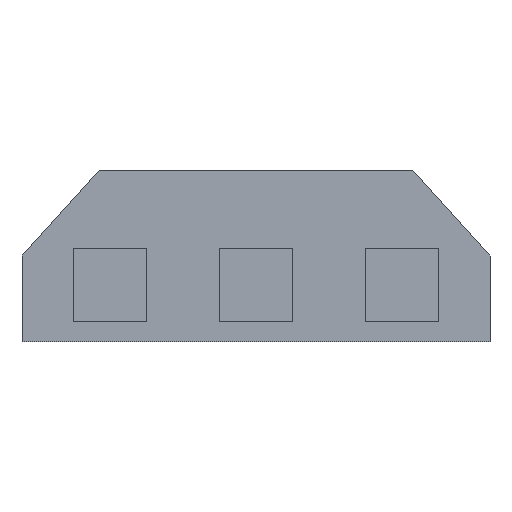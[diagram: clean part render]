
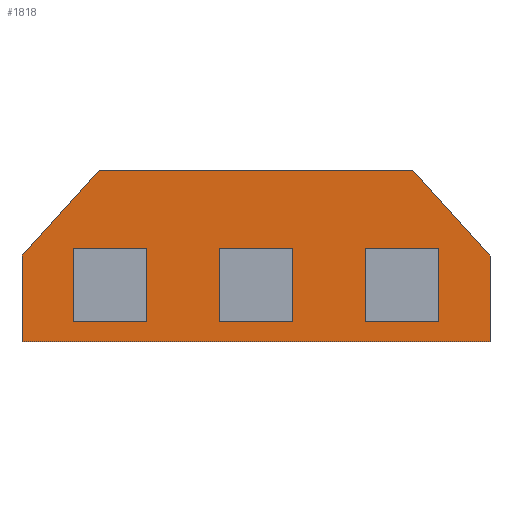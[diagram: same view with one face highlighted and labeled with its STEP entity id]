
A CAD part, front view. The second image highlights one B-rep face of the part: STEP entity #1818.
In plain terms, the highlighted planar face has unit normal (0, -1, 0).
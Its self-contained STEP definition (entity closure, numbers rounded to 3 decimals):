
#225=FACE_OUTER_BOUND('',#330,.T.);
#330=EDGE_LOOP('',(#1632,#1633,#1634,#1635,#1636,#1637));
#510=LINE('',#3256,#703);
#515=LINE('',#3268,#708);
#519=LINE('',#3275,#712);
#520=LINE('',#3279,#713);
#521=LINE('',#3280,#714);
#522=LINE('',#3281,#715);
#703=VECTOR('',#2199,10.);
#708=VECTOR('',#2210,10.);
#712=VECTOR('',#2216,10.);
#713=VECTOR('',#2219,10.);
#714=VECTOR('',#2220,10.);
#715=VECTOR('',#2221,10.);
#879=VERTEX_POINT('',#3254);
#880=VERTEX_POINT('',#3255);
#884=VERTEX_POINT('',#3266);
#885=VERTEX_POINT('',#3271);
#887=VERTEX_POINT('',#3277);
#888=VERTEX_POINT('',#3278);
#1128=EDGE_CURVE('',#879,#880,#510,.T.);
#1133=EDGE_CURVE('',#884,#880,#515,.T.);
#1137=EDGE_CURVE('',#885,#879,#519,.T.);
#1138=EDGE_CURVE('',#887,#888,#520,.T.);
#1139=EDGE_CURVE('',#888,#885,#521,.T.);
#1140=EDGE_CURVE('',#887,#884,#522,.T.);
#1632=ORIENTED_EDGE('',*,*,#1138,.T.);
#1633=ORIENTED_EDGE('',*,*,#1139,.T.);
#1634=ORIENTED_EDGE('',*,*,#1137,.T.);
#1635=ORIENTED_EDGE('',*,*,#1128,.T.);
#1636=ORIENTED_EDGE('',*,*,#1133,.F.);
#1637=ORIENTED_EDGE('',*,*,#1140,.F.);
#1719=PLANE('',#1893);
#1818=ADVANCED_FACE('',(#225),#1719,.T.);
#1893=AXIS2_PLACEMENT_3D('',#3276,#2217,#2218);
#2199=DIRECTION('',(-1.,0.,0.));
#2210=DIRECTION('',(0.669,0.,0.743));
#2216=DIRECTION('',(-0.669,0.,0.743));
#2217=DIRECTION('center_axis',(0.,-1.,0.));
#2218=DIRECTION('ref_axis',(1.,0.,0.));
#2219=DIRECTION('',(1.,0.,0.));
#2220=DIRECTION('',(0.,0.,1.));
#2221=DIRECTION('',(0.,0.,1.));
#3254=CARTESIAN_POINT('',(1.375,-1.6,1.));
#3255=CARTESIAN_POINT('',(-1.375,-1.6,1.));
#3256=CARTESIAN_POINT('',(-1.375,-1.6,1.));
#3266=CARTESIAN_POINT('',(-2.05,-1.6,0.25));
#3268=CARTESIAN_POINT('',(-2.05,-1.6,0.25));
#3271=CARTESIAN_POINT('',(2.05,-1.6,0.25));
#3275=CARTESIAN_POINT('',(2.05,-1.6,0.25));
#3276=CARTESIAN_POINT('Origin',(-2.05,-1.6,-0.5));
#3277=CARTESIAN_POINT('',(-2.05,-1.6,-0.5));
#3278=CARTESIAN_POINT('',(2.05,-1.6,-0.5));
#3279=CARTESIAN_POINT('',(-2.05,-1.6,-0.5));
#3280=CARTESIAN_POINT('',(2.05,-1.6,-0.5));
#3281=CARTESIAN_POINT('',(-2.05,-1.6,-0.5));
